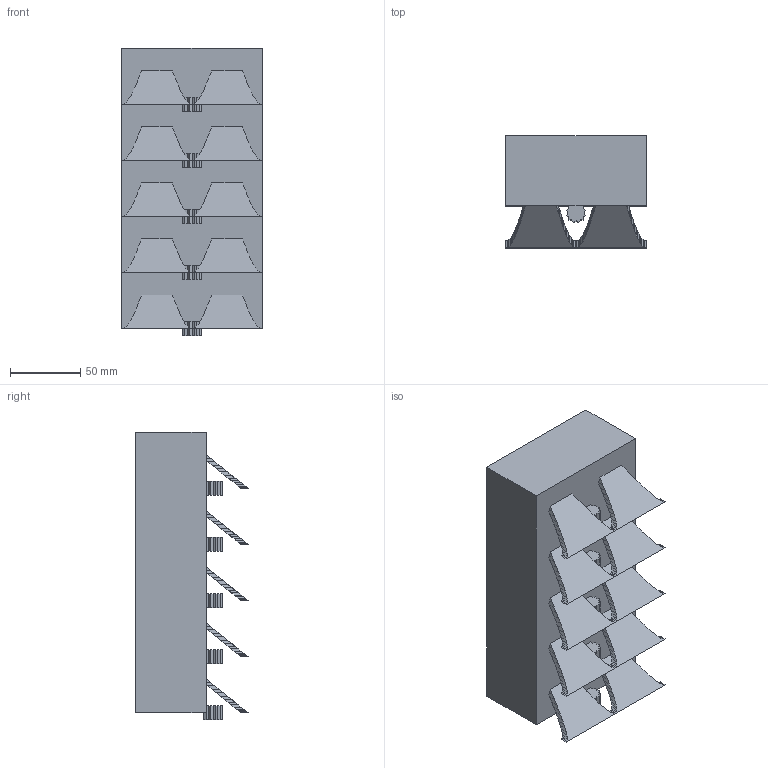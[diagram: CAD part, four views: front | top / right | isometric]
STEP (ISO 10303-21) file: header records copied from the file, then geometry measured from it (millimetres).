
FILE_DESCRIPTION(('Open CASCADE Model'),'2;1');
FILE_NAME('Open CASCADE Shape Model','2024-05-30T00:50:46',('Author'),( 'Open CASCADE'),'Open CASCADE STEP processor 7.7','Open CASCADE 7.7' ,'Unknown');
FILE_SCHEMA(('AUTOMOTIVE_DESIGN { 1 0 10303 214 1 1 1 1 }'));
Length unit declared in the file: millimetre
Products named in the file (1): Open CASCADE STEP translator 7.7 6
Bounding box: 100 x 80 x 205 mm (x, y, z)
Volume: 1042537.7 mm3; surface area: 100271.2 mm2
Topology: 1 solids, 1 shells, 412 faces, 1216 edges, 810 vertices
Faces by surface type: plane 412
Entity records: 29282 total; most frequent: CARTESIAN_POINT 4871, DIRECTION 4474, LINE 3648, VECTOR 3648, ORIENTED_EDGE 2432, PCURVE 2432, DEFINITIONAL_REPRESENTATION 2432, EDGE_CURVE 1216
